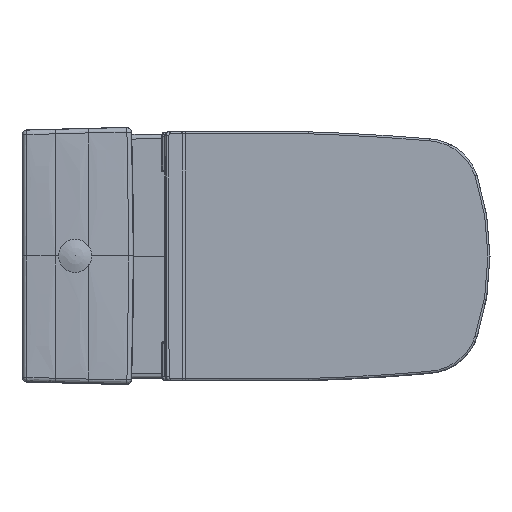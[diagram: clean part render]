
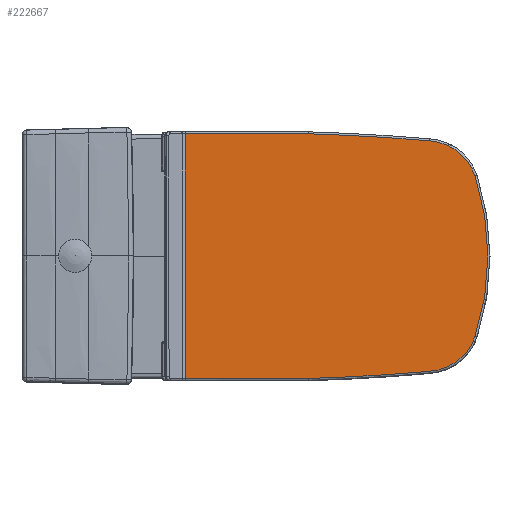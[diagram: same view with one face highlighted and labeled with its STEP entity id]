
A CAD part, top view. The second image highlights one B-rep face of the part: STEP entity #222667.
In plain terms, the highlighted face is planar.
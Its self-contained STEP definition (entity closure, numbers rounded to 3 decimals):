
#222111=CARTESIAN_POINT('',(-231.257,-5.689,66.744));
#222112=VERTEX_POINT('',#222111);
#222126=CARTESIAN_POINT('',(-162.092,-5.689,13.684));
#222127=VERTEX_POINT('',#222126);
#222128=CARTESIAN_POINT('',(-157.407,-5.689,91.401));
#222129=DIRECTION('',(0.,-1.,0.));
#222130=DIRECTION('',(-0.609,0.,-0.793));
#222131=AXIS2_PLACEMENT_3D('',#222128,#222129,#222130);
#222132=CIRCLE('',#222131,77.858);
#222133=EDGE_CURVE('',#222112,#222127,#222132,.T.);
#222161=CARTESIAN_POINT('',(19.436,-5.689,3.));
#222162=VERTEX_POINT('',#222161);
#222163=CARTESIAN_POINT('',(113.595,-5.689,3150.249));
#222164=DIRECTION('',(0.,-1.,0.));
#222165=DIRECTION('',(-0.059,0.,-0.998));
#222166=AXIS2_PLACEMENT_3D('',#222163,#222164,#222165);
#222167=CIRCLE('',#222166,3148.657);
#222168=EDGE_CURVE('',#222127,#222162,#222167,.T.);
#222195=CARTESIAN_POINT('',(204.685,-5.689,371.0));
#222196=VERTEX_POINT('',#222195);
#222204=CARTESIAN_POINT('',(19.435,-5.689,371.));
#222205=VERTEX_POINT('',#222204);
#222206=CARTESIAN_POINT('',(204.685,-5.689,371.0));
#222207=DIRECTION('',(-1.0,0.0,0.0));
#222208=VECTOR('',#222207,185.25);
#222209=LINE('',#222206,#222208);
#222210=EDGE_CURVE('',#222196,#222205,#222209,.T.);
#222501=CARTESIAN_POINT('',(204.685,-5.689,3.));
#222502=VERTEX_POINT('',#222501);
#222527=CARTESIAN_POINT('',(19.436,-5.689,3.));
#222528=DIRECTION('',(1.0,0.0,0.0));
#222529=VECTOR('',#222528,185.25);
#222530=LINE('',#222527,#222529);
#222531=EDGE_CURVE('',#222162,#222502,#222530,.T.);
#222554=CARTESIAN_POINT('',(-162.092,-5.689,360.316));
#222555=VERTEX_POINT('',#222554);
#222556=CARTESIAN_POINT('',(113.595,-5.689,-2776.249));
#222557=DIRECTION('',(0.,-1.,0.));
#222558=DIRECTION('',(-0.059,0.,0.998));
#222559=AXIS2_PLACEMENT_3D('',#222556,#222557,#222558);
#222560=CIRCLE('',#222559,3148.657);
#222561=EDGE_CURVE('',#222205,#222555,#222560,.T.);
#222586=CARTESIAN_POINT('',(-231.257,-5.689,307.256));
#222587=VERTEX_POINT('',#222586);
#222588=CARTESIAN_POINT('',(-157.407,-5.689,282.599));
#222589=DIRECTION('',(0.,-1.,0.));
#222590=DIRECTION('',(-0.609,0.,0.793));
#222591=AXIS2_PLACEMENT_3D('',#222588,#222589,#222590);
#222592=CIRCLE('',#222591,77.858);
#222593=EDGE_CURVE('',#222555,#222587,#222592,.T.);
#222637=CARTESIAN_POINT('',(138.161,-5.689,187.));
#222638=DIRECTION('',(0.0,-1.0,0.0));
#222639=DIRECTION('',(-1.0,0.0,0.0));
#222640=AXIS2_PLACEMENT_3D('',#222637,#222638,#222639);
#222641=CIRCLE('',#222640,388.498);
#222642=EDGE_CURVE('',#222587,#222112,#222641,.T.);
#222647=CARTESIAN_POINT('',(-254.405,-5.689,0.0));
#222648=DIRECTION('',(0.0,1.0,0.0));
#222649=DIRECTION('',(0.0,0.0,1.0));
#222650=AXIS2_PLACEMENT_3D('',#222647,#222648,#222649);
#222651=PLANE('',#222650);
#222652=ORIENTED_EDGE('',*,*,#222531,.F.);
#222653=ORIENTED_EDGE('',*,*,#222168,.F.);
#222654=ORIENTED_EDGE('',*,*,#222133,.F.);
#222655=ORIENTED_EDGE('',*,*,#222642,.F.);
#222656=ORIENTED_EDGE('',*,*,#222593,.F.);
#222657=ORIENTED_EDGE('',*,*,#222561,.F.);
#222658=ORIENTED_EDGE('',*,*,#222210,.F.);
#222659=CARTESIAN_POINT('',(204.685,-5.689,3.));
#222660=DIRECTION('',(0.0,0.0,1.0));
#222661=VECTOR('',#222660,368.0);
#222662=LINE('',#222659,#222661);
#222663=EDGE_CURVE('',#222502,#222196,#222662,.T.);
#222664=ORIENTED_EDGE('',*,*,#222663,.F.);
#222665=EDGE_LOOP('',(#222652,#222653,#222654,#222655,#222656,#222657,#222658,#222664));
#222666=FACE_OUTER_BOUND('',#222665,.T.);
#222667=ADVANCED_FACE('',(#222666),#222651,.T.);
